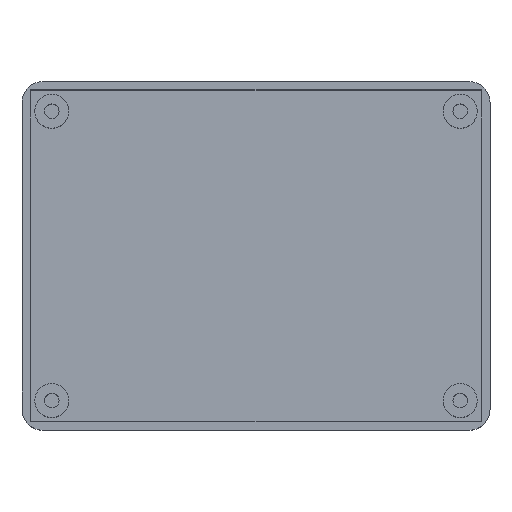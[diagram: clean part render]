
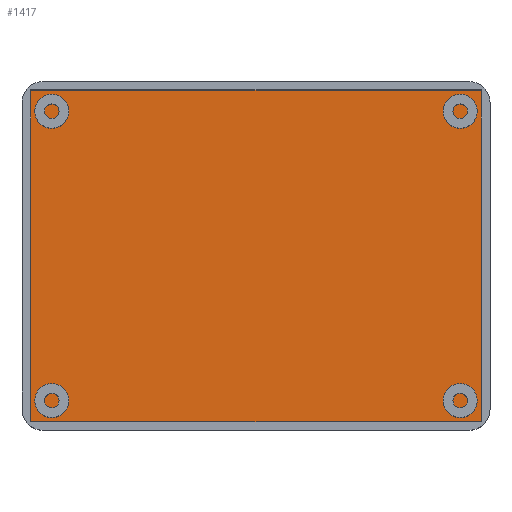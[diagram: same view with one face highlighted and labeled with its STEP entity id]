
A CAD part, top view. The second image highlights one B-rep face of the part: STEP entity #1417.
In plain terms, the highlighted planar face has unit normal (0, 0, 1).
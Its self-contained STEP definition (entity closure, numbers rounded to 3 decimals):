
#487 = PLANE('',#488);
#488 = AXIS2_PLACEMENT_3D('',#489,#490,#491);
#489 = CARTESIAN_POINT('',(2.,2.,40.));
#490 = DIRECTION('',(0.,-1.,0.));
#491 = DIRECTION('',(1.,0.,0.));
#515 = PLANE('',#516);
#516 = AXIS2_PLACEMENT_3D('',#517,#518,#519);
#517 = CARTESIAN_POINT('',(2.,80.,40.));
#518 = DIRECTION('',(-1.,0.,0.));
#519 = DIRECTION('',(0.,-1.,0.));
#543 = PLANE('',#544);
#544 = AXIS2_PLACEMENT_3D('',#545,#546,#547);
#545 = CARTESIAN_POINT('',(108.,80.,40.));
#546 = DIRECTION('',(0.,1.,0.));
#547 = DIRECTION('',(-1.,0.,0.));
#569 = PLANE('',#570);
#570 = AXIS2_PLACEMENT_3D('',#571,#572,#573);
#571 = CARTESIAN_POINT('',(108.,2.,40.));
#572 = DIRECTION('',(1.,0.,0.));
#573 = DIRECTION('',(0.,1.,0.));
#1105 = VERTEX_POINT('',#1106);
#1106 = CARTESIAN_POINT('',(2.,2.,2.));
#1127 = EDGE_CURVE('',#1105,#1128,#1130,.T.);
#1128 = VERTEX_POINT('',#1129);
#1129 = CARTESIAN_POINT('',(108.,2.,2.));
#1130 = SURFACE_CURVE('',#1131,(#1135,#1142),.PCURVE_S1.);
#1131 = LINE('',#1132,#1133);
#1132 = CARTESIAN_POINT('',(2.,2.,2.));
#1133 = VECTOR('',#1134,1.);
#1134 = DIRECTION('',(1.,0.,0.));
#1135 = PCURVE('',#487,#1136);
#1136 = DEFINITIONAL_REPRESENTATION('',(#1137),#1141);
#1137 = LINE('',#1138,#1139);
#1138 = CARTESIAN_POINT('',(0.,-38.));
#1139 = VECTOR('',#1140,1.);
#1140 = DIRECTION('',(1.,0.));
#1141 = ( GEOMETRIC_REPRESENTATION_CONTEXT(2) 
PARAMETRIC_REPRESENTATION_CONTEXT() REPRESENTATION_CONTEXT('2D SPACE',''
  ) );
#1142 = PCURVE('',#1143,#1148);
#1143 = PLANE('',#1144);
#1144 = AXIS2_PLACEMENT_3D('',#1145,#1146,#1147);
#1145 = CARTESIAN_POINT('',(55.,41.,2.));
#1146 = DIRECTION('',(0.,0.,1.));
#1147 = DIRECTION('',(1.,0.,0.));
#1148 = DEFINITIONAL_REPRESENTATION('',(#1149),#1153);
#1149 = LINE('',#1150,#1151);
#1150 = CARTESIAN_POINT('',(-53.,-39.));
#1151 = VECTOR('',#1152,1.);
#1152 = DIRECTION('',(1.,0.));
#1153 = ( GEOMETRIC_REPRESENTATION_CONTEXT(2) 
PARAMETRIC_REPRESENTATION_CONTEXT() REPRESENTATION_CONTEXT('2D SPACE',''
  ) );
#1181 = EDGE_CURVE('',#1128,#1182,#1184,.T.);
#1182 = VERTEX_POINT('',#1183);
#1183 = CARTESIAN_POINT('',(108.,80.,2.));
#1184 = SURFACE_CURVE('',#1185,(#1189,#1196),.PCURVE_S1.);
#1185 = LINE('',#1186,#1187);
#1186 = CARTESIAN_POINT('',(108.,2.,2.));
#1187 = VECTOR('',#1188,1.);
#1188 = DIRECTION('',(0.,1.,0.));
#1189 = PCURVE('',#569,#1190);
#1190 = DEFINITIONAL_REPRESENTATION('',(#1191),#1195);
#1191 = LINE('',#1192,#1193);
#1192 = CARTESIAN_POINT('',(0.,-38.));
#1193 = VECTOR('',#1194,1.);
#1194 = DIRECTION('',(1.,0.));
#1195 = ( GEOMETRIC_REPRESENTATION_CONTEXT(2) 
PARAMETRIC_REPRESENTATION_CONTEXT() REPRESENTATION_CONTEXT('2D SPACE',''
  ) );
#1196 = PCURVE('',#1143,#1197);
#1197 = DEFINITIONAL_REPRESENTATION('',(#1198),#1202);
#1198 = LINE('',#1199,#1200);
#1199 = CARTESIAN_POINT('',(53.,-39.));
#1200 = VECTOR('',#1201,1.);
#1201 = DIRECTION('',(0.,1.));
#1202 = ( GEOMETRIC_REPRESENTATION_CONTEXT(2) 
PARAMETRIC_REPRESENTATION_CONTEXT() REPRESENTATION_CONTEXT('2D SPACE',''
  ) );
#1230 = EDGE_CURVE('',#1182,#1231,#1233,.T.);
#1231 = VERTEX_POINT('',#1232);
#1232 = CARTESIAN_POINT('',(2.,80.,2.));
#1233 = SURFACE_CURVE('',#1234,(#1238,#1245),.PCURVE_S1.);
#1234 = LINE('',#1235,#1236);
#1235 = CARTESIAN_POINT('',(108.,80.,2.));
#1236 = VECTOR('',#1237,1.);
#1237 = DIRECTION('',(-1.,0.,0.));
#1238 = PCURVE('',#543,#1239);
#1239 = DEFINITIONAL_REPRESENTATION('',(#1240),#1244);
#1240 = LINE('',#1241,#1242);
#1241 = CARTESIAN_POINT('',(0.,-38.));
#1242 = VECTOR('',#1243,1.);
#1243 = DIRECTION('',(1.,0.));
#1244 = ( GEOMETRIC_REPRESENTATION_CONTEXT(2) 
PARAMETRIC_REPRESENTATION_CONTEXT() REPRESENTATION_CONTEXT('2D SPACE',''
  ) );
#1245 = PCURVE('',#1143,#1246);
#1246 = DEFINITIONAL_REPRESENTATION('',(#1247),#1251);
#1247 = LINE('',#1248,#1249);
#1248 = CARTESIAN_POINT('',(53.,39.));
#1249 = VECTOR('',#1250,1.);
#1250 = DIRECTION('',(-1.,0.));
#1251 = ( GEOMETRIC_REPRESENTATION_CONTEXT(2) 
PARAMETRIC_REPRESENTATION_CONTEXT() REPRESENTATION_CONTEXT('2D SPACE',''
  ) );
#1279 = EDGE_CURVE('',#1231,#1105,#1280,.T.);
#1280 = SURFACE_CURVE('',#1281,(#1285,#1292),.PCURVE_S1.);
#1281 = LINE('',#1282,#1283);
#1282 = CARTESIAN_POINT('',(2.,80.,2.));
#1283 = VECTOR('',#1284,1.);
#1284 = DIRECTION('',(0.,-1.,0.));
#1285 = PCURVE('',#515,#1286);
#1286 = DEFINITIONAL_REPRESENTATION('',(#1287),#1291);
#1287 = LINE('',#1288,#1289);
#1288 = CARTESIAN_POINT('',(0.,-38.));
#1289 = VECTOR('',#1290,1.);
#1290 = DIRECTION('',(1.,0.));
#1291 = ( GEOMETRIC_REPRESENTATION_CONTEXT(2) 
PARAMETRIC_REPRESENTATION_CONTEXT() REPRESENTATION_CONTEXT('2D SPACE',''
  ) );
#1292 = PCURVE('',#1143,#1293);
#1293 = DEFINITIONAL_REPRESENTATION('',(#1294),#1298);
#1294 = LINE('',#1295,#1296);
#1295 = CARTESIAN_POINT('',(-53.,39.));
#1296 = VECTOR('',#1297,1.);
#1297 = DIRECTION('',(0.,-1.));
#1298 = ( GEOMETRIC_REPRESENTATION_CONTEXT(2) 
PARAMETRIC_REPRESENTATION_CONTEXT() REPRESENTATION_CONTEXT('2D SPACE',''
  ) );
#1417 = ADVANCED_FACE('',(#1418),#1143,.T.);
#1418 = FACE_BOUND('',#1419,.T.);
#1419 = EDGE_LOOP('',(#1420,#1421,#1422,#1423));
#1420 = ORIENTED_EDGE('',*,*,#1127,.T.);
#1421 = ORIENTED_EDGE('',*,*,#1181,.T.);
#1422 = ORIENTED_EDGE('',*,*,#1230,.T.);
#1423 = ORIENTED_EDGE('',*,*,#1279,.T.);
